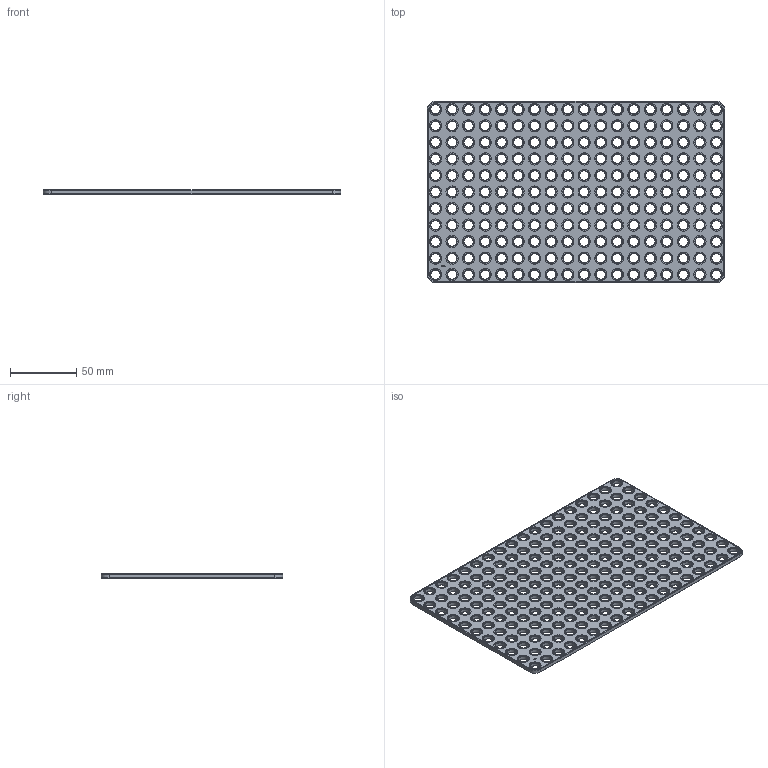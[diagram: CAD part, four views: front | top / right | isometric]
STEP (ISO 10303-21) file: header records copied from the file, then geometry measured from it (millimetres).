
FILE_DESCRIPTION(('FreeCAD Model'),'2;1');
FILE_NAME('Open CASCADE Shape Model','2024-10-08T23:59:55',(''),(''), 'Open CASCADE STEP processor 7.7','FreeCAD','Unknown');
FILE_SCHEMA(('AUTOMOTIVE_DESIGN { 1 0 10303 214 1 1 1 1 }'));
Length unit declared in the file: millimetre
Products named in the file (1): Plate RCT CRNR BU18x11x00.25 - SPN-PLT-0214 (stemfie.org)
Bounding box: 225 x 137.5 x 3.12 mm (x, y, z)
Volume: 68860.8 mm3; surface area: 61959.2 mm2
Topology: 1 solids, 1 shells, 1452 faces, 3248 edges, 2028 vertices
Faces by surface type: plane 536, cylinder 404, cone 404, extrusion 108
Full cylindrical faces by diameter (mm): 7 x198, 9.2 x198
Entity records: 41349 total; most frequent: CARTESIAN_POINT 7608, DIRECTION 7042, ORIENTED_EDGE 6496, EDGE_CURVE 3248, AXIS2_PLACEMENT_3D 2557, FACE_BOUND 2078, EDGE_LOOP 2078, VERTEX_POINT 2028
